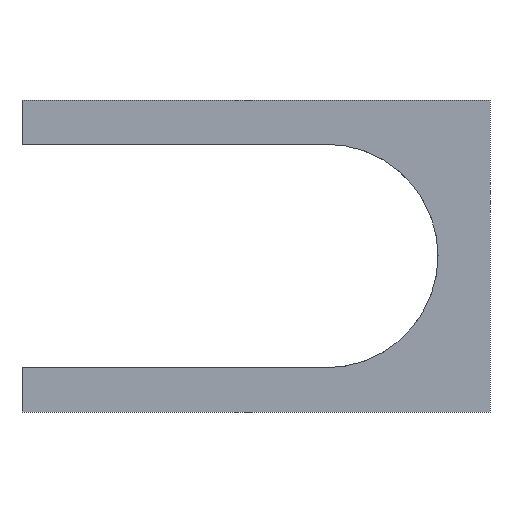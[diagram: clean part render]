
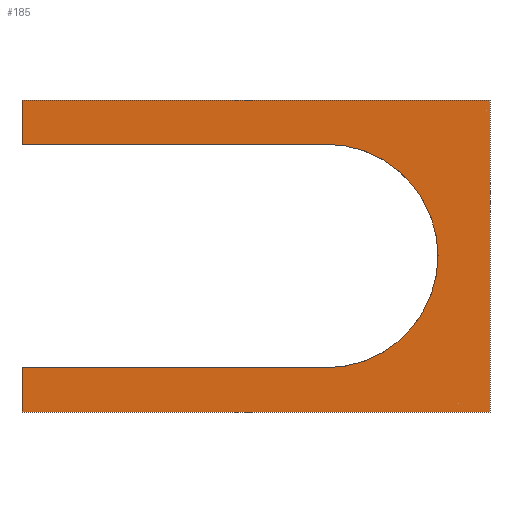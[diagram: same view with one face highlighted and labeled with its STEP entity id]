
A CAD part, front view. The second image highlights one B-rep face of the part: STEP entity #185.
In plain terms, the highlighted planar face has unit normal (0, -1, 0).
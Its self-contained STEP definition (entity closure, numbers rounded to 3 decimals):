
#20=PLANE('',#211);
#30=FACE_OUTER_BOUND('',#40,.T.);
#40=EDGE_LOOP('',(#158,#159,#160,#161,#162,#163,#164,#165));
#44=CIRCLE('',#205,21.5);
#48=LINE('',#277,#70);
#52=LINE('',#284,#74);
#58=LINE('',#297,#80);
#62=LINE('',#304,#84);
#63=LINE('',#307,#85);
#64=LINE('',#308,#86);
#65=LINE('',#309,#87);
#70=VECTOR('',#228,10.);
#74=VECTOR('',#234,10.);
#80=VECTOR('',#244,10.);
#84=VECTOR('',#250,10.);
#85=VECTOR('',#253,10.);
#86=VECTOR('',#254,10.);
#87=VECTOR('',#255,10.);
#92=VERTEX_POINT('',#268);
#93=VERTEX_POINT('',#270);
#95=VERTEX_POINT('',#276);
#97=VERTEX_POINT('',#282);
#102=VERTEX_POINT('',#296);
#103=VERTEX_POINT('',#300);
#104=VERTEX_POINT('',#302);
#105=VERTEX_POINT('',#306);
#108=EDGE_CURVE('',#93,#92,#44,.T.);
#111=EDGE_CURVE('',#95,#93,#48,.T.);
#115=EDGE_CURVE('',#92,#97,#52,.T.);
#121=EDGE_CURVE('',#95,#102,#58,.T.);
#125=EDGE_CURVE('',#103,#104,#62,.T.);
#126=EDGE_CURVE('',#105,#97,#63,.T.);
#127=EDGE_CURVE('',#105,#103,#64,.T.);
#128=EDGE_CURVE('',#102,#104,#65,.T.);
#158=ORIENTED_EDGE('',*,*,#115,.T.);
#159=ORIENTED_EDGE('',*,*,#126,.F.);
#160=ORIENTED_EDGE('',*,*,#127,.T.);
#161=ORIENTED_EDGE('',*,*,#125,.T.);
#162=ORIENTED_EDGE('',*,*,#128,.F.);
#163=ORIENTED_EDGE('',*,*,#121,.F.);
#164=ORIENTED_EDGE('',*,*,#111,.T.);
#165=ORIENTED_EDGE('',*,*,#108,.T.);
#185=ADVANCED_FACE('',(#30),#20,.T.);
#205=AXIS2_PLACEMENT_3D('',#271,#222,#223);
#211=AXIS2_PLACEMENT_3D('',#305,#251,#252);
#222=DIRECTION('center_axis',(0.,1.,0.));
#223=DIRECTION('ref_axis',(0.,0.,-1.));
#228=DIRECTION('',(1.,0.,0.));
#234=DIRECTION('',(-1.,0.,0.));
#244=DIRECTION('',(0.,0.,1.));
#250=DIRECTION('',(0.,0.,1.));
#251=DIRECTION('center_axis',(0.,-1.,0.));
#252=DIRECTION('ref_axis',(1.,0.,0.));
#253=DIRECTION('',(0.,0.,1.));
#254=DIRECTION('',(1.,0.,0.));
#255=DIRECTION('',(1.,0.,0.));
#268=CARTESIAN_POINT('',(58.5,0.,8.5));
#270=CARTESIAN_POINT('',(58.5,0.,51.5));
#271=CARTESIAN_POINT('Origin',(58.5,0.,30.));
#276=CARTESIAN_POINT('',(0.,0.,51.5));
#277=CARTESIAN_POINT('',(0.,0.,51.5));
#282=CARTESIAN_POINT('',(0.,0.,8.5));
#284=CARTESIAN_POINT('',(29.25,0.,8.5));
#296=CARTESIAN_POINT('',(0.,0.,60.));
#297=CARTESIAN_POINT('',(0.,0.,0.));
#300=CARTESIAN_POINT('',(90.,0.,0.));
#302=CARTESIAN_POINT('',(90.,0.,60.));
#304=CARTESIAN_POINT('',(90.,0.,0.));
#305=CARTESIAN_POINT('Origin',(0.,0.,0.));
#306=CARTESIAN_POINT('',(0.,0.,0.));
#307=CARTESIAN_POINT('',(0.,0.,0.));
#308=CARTESIAN_POINT('',(0.,0.,0.));
#309=CARTESIAN_POINT('',(0.,0.,60.));
